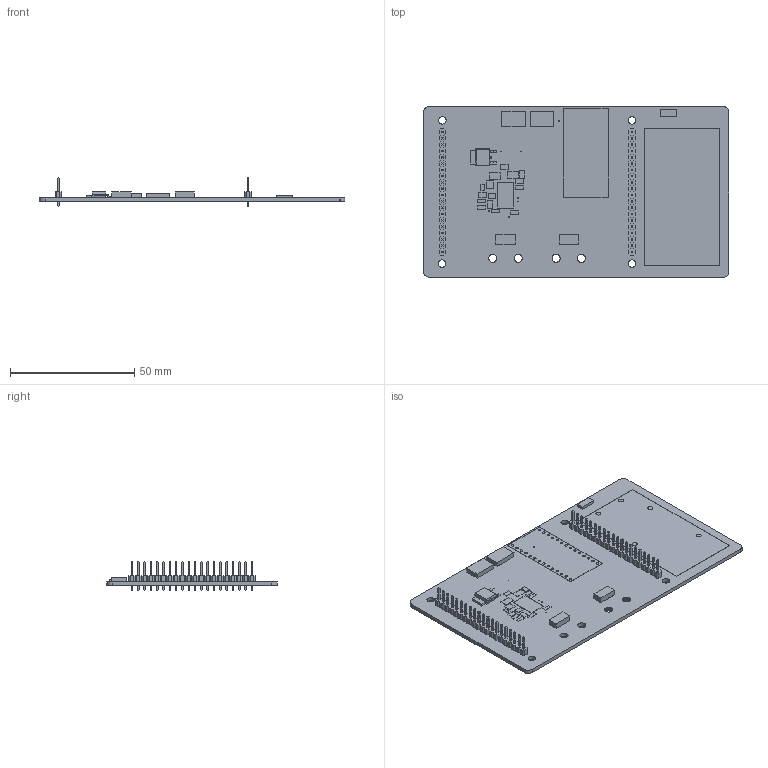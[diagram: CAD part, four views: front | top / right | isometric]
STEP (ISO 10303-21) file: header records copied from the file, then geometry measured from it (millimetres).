
FILE_DESCRIPTION(/* description */ (''),/* implementation_level */ '2;1');
FILE_NAME(/* name */ 'Teensy 3.2 PCB V2 v4.step',/* time_stamp */ '2021-06-28T17:40:16+01:00',/* author */ (''),/* organization */ (''),/* preprocessor_version */ 'ST-DEVELOPER v18.1',/* originating_system */ 'Autodesk Translation Framework v10.9.0.1377',/* authorisation */ '');
FILE_SCHEMA (('AUTOMOTIVE_DESIGN { 1 0 10303 214 3 1 1 }'));
Length unit declared in the file: millimetre
Products named in the file (16): Teensy 3.2 PCB V2; Board; Packages; 0603-CAP; BATTCON_9V; 1210; SOT23-3; 0805; 0603-RES; TEENSY_3.0-3.2&LC_DIL; SO16; RJ11-NO_SHIELD; TO252; 1X20; B3F-10XX; TL3XPO
Assembly tree (28 placements, depth 3):
  Teensy 3.2 PCB V2
    Board
    Packages
      0603-CAP  x6
      BATTCON_9V
      1210  x2
      SOT23-3
      0805
      0603-RES  x5
      TEENSY_3.0-3.2&LC_DIL
      SO16
      RJ11-NO_SHIELD  x2
      TO252
      1X20  x2
      B3F-10XX  x2
      TL3XPO
Bounding box: 122.71 x 68.57 x 11.34 mm (x, y, z)
Volume: 14428.9 mm3; surface area: 25523.6 mm2
Topology: 27 solids, 27 shells, 1474 faces, 3684 edges, 2344 vertices
Faces by surface type: plane 1352, cylinder 122
Full cylindrical faces by diameter (mm): 0.35 x8, 0.9 x12, 0.965 x28, 1.016 x48, 1.1 x3, 1.905 x2, 2 x3, 3 x4, 3.251 x2
Entity records: 29051 total; most frequent: CARTESIAN_POINT 4864, ORIENTED_EDGE 4748, DIRECTION 4543, EDGE_CURVE 2374, LINE 2129, VECTOR 2129, VERTEX_POINT 1524, AXIS2_PLACEMENT_3D 1207
